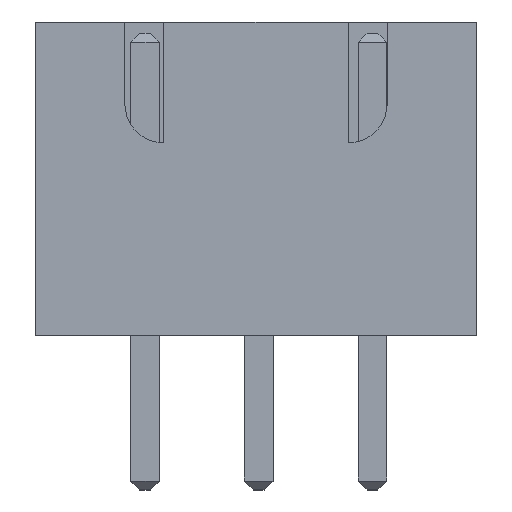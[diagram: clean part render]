
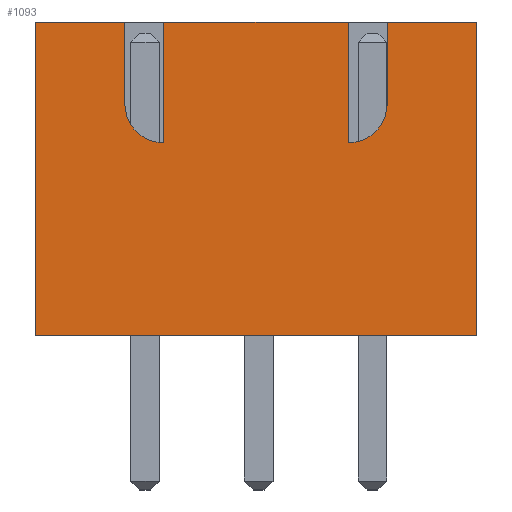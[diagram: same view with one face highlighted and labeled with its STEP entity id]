
A CAD part, top view. The second image highlights one B-rep face of the part: STEP entity #1093.
In plain terms, the highlighted planar face has unit normal (0, 0, 1).
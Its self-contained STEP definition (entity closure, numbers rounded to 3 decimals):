
#91 = LINE ( 'NONE', #778, #1361 ) ;
#189 = ORIENTED_EDGE ( 'NONE', *, *, #3056, .F. ) ;
#197 = LINE ( 'NONE', #1677, #1487 ) ;
#245 = DIRECTION ( 'NONE',  ( 0., 1., 0. ) ) ;
#252 = AXIS2_PLACEMENT_3D ( 'NONE', #1903, #465, #2156 ) ;
#280 = ORIENTED_EDGE ( 'NONE', *, *, #1457, .T. ) ;
#302 = VECTOR ( 'NONE', #405, 1000. ) ;
#351 = EDGE_CURVE ( 'NONE', #1869, #360, #91, .T. ) ;
#360 = VERTEX_POINT ( 'NONE', #1986 ) ;
#389 = CIRCLE ( 'NONE', #2668, 0.866 ) ;
#394 = CARTESIAN_POINT ( 'NONE',  ( -4.93, 7., 2.875 ) ) ;
#405 = DIRECTION ( 'NONE',  ( 0., -1., 0. ) ) ;
#435 = LINE ( 'NONE', #1199, #2824 ) ;
#463 = CARTESIAN_POINT ( 'NONE',  ( -4.93, 7., 2.875 ) ) ;
#465 = DIRECTION ( 'NONE',  ( 0., 0., 1. ) ) ;
#515 = LINE ( 'NONE', #2003, #1783 ) ;
#551 = DIRECTION ( 'NONE',  ( 1., 0., 0. ) ) ;
#628 = EDGE_CURVE ( 'NONE', #1719, #2440, #665, .T. ) ;
#663 = ORIENTED_EDGE ( 'NONE', *, *, #1586, .F. ) ;
#665 = LINE ( 'NONE', #463, #1875 ) ;
#686 = VECTOR ( 'NONE', #834, 1000. ) ;
#778 = CARTESIAN_POINT ( 'NONE',  ( 2.93, 7., 2.875 ) ) ;
#809 = ORIENTED_EDGE ( 'NONE', *, *, #2200, .T. ) ;
#812 = ORIENTED_EDGE ( 'NONE', *, *, #1511, .F. ) ;
#834 = DIRECTION ( 'NONE',  ( 0., -1., 0. ) ) ;
#850 = CARTESIAN_POINT ( 'NONE',  ( 2.064, 4.3, 2.875 ) ) ;
#894 = CARTESIAN_POINT ( 'NONE',  ( -4.93, 0., 2.875 ) ) ;
#927 = DIRECTION ( 'NONE',  ( -1., 0., 0. ) ) ;
#1003 = CARTESIAN_POINT ( 'NONE',  ( 2.064, 5.166, 2.875 ) ) ;
#1017 = CARTESIAN_POINT ( 'NONE',  ( -4.93, 7., 2.875 ) ) ;
#1093 = ADVANCED_FACE ( 'NONE', ( #2930 ), #2836, .F. ) ;
#1141 = CIRCLE ( 'NONE', #252, 0.866 ) ;
#1192 = VERTEX_POINT ( 'NONE', #1849 ) ;
#1199 = CARTESIAN_POINT ( 'NONE',  ( -4.93, 0., 2.875 ) ) ;
#1250 = DIRECTION ( 'NONE',  ( -1., 0., 0. ) ) ;
#1271 = ORIENTED_EDGE ( 'NONE', *, *, #2096, .F. ) ;
#1301 = CARTESIAN_POINT ( 'NONE',  ( -2.93, 7., 2.875 ) ) ;
#1361 = VECTOR ( 'NONE', #2225, 1000. ) ;
#1377 = CARTESIAN_POINT ( 'NONE',  ( -2.93, 5.166, 2.875 ) ) ;
#1378 = CARTESIAN_POINT ( 'NONE',  ( 4.93, 0., 2.875 ) ) ;
#1416 = CARTESIAN_POINT ( 'NONE',  ( -2.064, 7., 2.875 ) ) ;
#1457 = EDGE_CURVE ( 'NONE', #1719, #1478, #2224, .T. ) ;
#1458 = DIRECTION ( 'NONE',  ( 1., 0., 0. ) ) ;
#1478 = VERTEX_POINT ( 'NONE', #894 ) ;
#1487 = VECTOR ( 'NONE', #245, 1000. ) ;
#1511 = EDGE_CURVE ( 'NONE', #2521, #2877, #2623, .T. ) ;
#1515 = VERTEX_POINT ( 'NONE', #1377 ) ;
#1535 = ORIENTED_EDGE ( 'NONE', *, *, #2306, .F. ) ;
#1543 = CARTESIAN_POINT ( 'NONE',  ( 2.064, 4.3, 2.875 ) ) ;
#1586 = EDGE_CURVE ( 'NONE', #2400, #2978, #197, .T. ) ;
#1605 = CARTESIAN_POINT ( 'NONE',  ( -4.93, 7., 2.875 ) ) ;
#1677 = CARTESIAN_POINT ( 'NONE',  ( -2.064, 4.3, 2.875 ) ) ;
#1701 = CARTESIAN_POINT ( 'NONE',  ( -2.93, 6.729, 2.875 ) ) ;
#1719 = VERTEX_POINT ( 'NONE', #1017 ) ;
#1720 = ORIENTED_EDGE ( 'NONE', *, *, #351, .F. ) ;
#1783 = VECTOR ( 'NONE', #551, 1000. ) ;
#1849 = CARTESIAN_POINT ( 'NONE',  ( 2.064, 7., 2.875 ) ) ;
#1869 = VERTEX_POINT ( 'NONE', #2929 ) ;
#1875 = VECTOR ( 'NONE', #2360, 1000. ) ;
#1903 = CARTESIAN_POINT ( 'NONE',  ( -2.064, 5.166, 2.875 ) ) ;
#1986 = CARTESIAN_POINT ( 'NONE',  ( 2.93, 7., 2.875 ) ) ;
#2003 = CARTESIAN_POINT ( 'NONE',  ( -4.93, 7., 2.875 ) ) ;
#2059 = LINE ( 'NONE', #1543, #686 ) ;
#2089 = VERTEX_POINT ( 'NONE', #850 ) ;
#2096 = EDGE_CURVE ( 'NONE', #1515, #2400, #1141, .T. ) ;
#2156 = DIRECTION ( 'NONE',  ( 1., 0., 0. ) ) ;
#2185 = ORIENTED_EDGE ( 'NONE', *, *, #2272, .F. ) ;
#2200 = EDGE_CURVE ( 'NONE', #1478, #2877, #435, .T. ) ;
#2224 = LINE ( 'NONE', #1605, #302 ) ;
#2225 = DIRECTION ( 'NONE',  ( 0., 1., 0. ) ) ;
#2272 = EDGE_CURVE ( 'NONE', #2089, #1869, #389, .T. ) ;
#2278 = AXIS2_PLACEMENT_3D ( 'NONE', #2420, #2604, #927 ) ;
#2306 = EDGE_CURVE ( 'NONE', #360, #2521, #515, .T. ) ;
#2340 = VECTOR ( 'NONE', #2903, 1000. ) ;
#2345 = CARTESIAN_POINT ( 'NONE',  ( 4.93, 7., 2.875 ) ) ;
#2360 = DIRECTION ( 'NONE',  ( 1., 0., 0. ) ) ;
#2400 = VERTEX_POINT ( 'NONE', #2496 ) ;
#2420 = CARTESIAN_POINT ( 'NONE',  ( -4.93, 7., 2.875 ) ) ;
#2440 = VERTEX_POINT ( 'NONE', #1301 ) ;
#2453 = EDGE_CURVE ( 'NONE', #1192, #2089, #2059, .T. ) ;
#2476 = ORIENTED_EDGE ( 'NONE', *, *, #2453, .F. ) ;
#2496 = CARTESIAN_POINT ( 'NONE',  ( -2.064, 4.3, 2.875 ) ) ;
#2521 = VERTEX_POINT ( 'NONE', #2794 ) ;
#2577 = DIRECTION ( 'NONE',  ( 0., -1., 0. ) ) ;
#2604 = DIRECTION ( 'NONE',  ( 0., 0., -1. ) ) ;
#2623 = LINE ( 'NONE', #2345, #2703 ) ;
#2668 = AXIS2_PLACEMENT_3D ( 'NONE', #1003, #2683, #1250 ) ;
#2683 = DIRECTION ( 'NONE',  ( 0., 0., 1. ) ) ;
#2703 = VECTOR ( 'NONE', #2577, 1000. ) ;
#2710 = VECTOR ( 'NONE', #3021, 1000. ) ;
#2729 = ORIENTED_EDGE ( 'NONE', *, *, #628, .F. ) ;
#2772 = LINE ( 'NONE', #394, #2710 ) ;
#2794 = CARTESIAN_POINT ( 'NONE',  ( 4.93, 7., 2.875 ) ) ;
#2798 = EDGE_CURVE ( 'NONE', #2978, #1192, #2772, .T. ) ;
#2824 = VECTOR ( 'NONE', #1458, 1000. ) ;
#2827 = ORIENTED_EDGE ( 'NONE', *, *, #2798, .F. ) ;
#2836 = PLANE ( 'NONE',  #2278 ) ;
#2877 = VERTEX_POINT ( 'NONE', #1378 ) ;
#2903 = DIRECTION ( 'NONE',  ( 0., -1., 0. ) ) ;
#2929 = CARTESIAN_POINT ( 'NONE',  ( 2.93, 5.166, 2.875 ) ) ;
#2930 = FACE_OUTER_BOUND ( 'NONE', #2951, .T. ) ;
#2951 = EDGE_LOOP ( 'NONE', ( #1535, #1720, #2185, #2476, #2827, #663, #1271, #189, #2729, #280, #809, #812 ) ) ;
#2964 = LINE ( 'NONE', #1701, #2340 ) ;
#2978 = VERTEX_POINT ( 'NONE', #1416 ) ;
#3021 = DIRECTION ( 'NONE',  ( 1., 0., 0. ) ) ;
#3056 = EDGE_CURVE ( 'NONE', #2440, #1515, #2964, .T. ) ;
